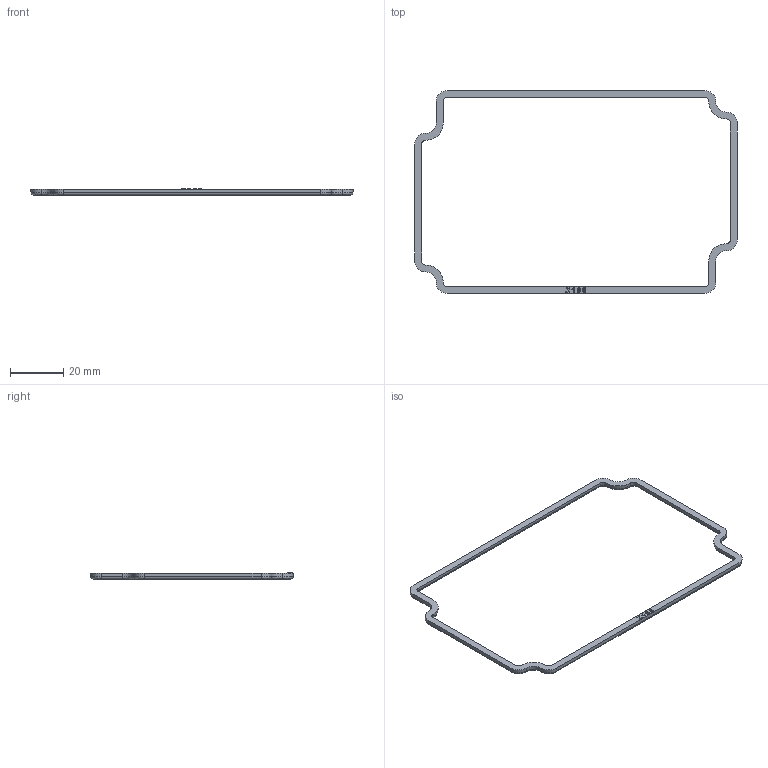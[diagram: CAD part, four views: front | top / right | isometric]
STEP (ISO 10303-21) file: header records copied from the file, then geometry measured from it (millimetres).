
FILE_DESCRIPTION (( 'STEP AP203' ), '1' );
FILE_NAME ('1550Z107GASKET.step', '2020-11-17T19:53:28', ( 'ADC123' ), ( 'Microsoft' ), 'SwSTEP 2.0', 'SolidWorks 2019', '' );
FILE_SCHEMA (( 'CONFIG_CONTROL_DESIGN' ));
Length unit declared in the file: inch
Products named in the file (1): 1550Z107GASKET
Bounding box: 121.4 x 76.4 x 2.35 mm (x, y, z)
Volume: 1895.1 mm3; surface area: 3197.6 mm2
Topology: 1 solids, 1 shells, 158 faces, 405 edges, 254 vertices
Faces by surface type: bspline 70, plane 40, cone 24, cylinder 24
Entity records: 7192 total; most frequent: CARTESIAN_POINT 3696, ORIENTED_EDGE 810, DIRECTION 563, EDGE_CURVE 405, VERTEX_POINT 254, VECTOR 193, LINE 193, AXIS2_PLACEMENT_3D 185
